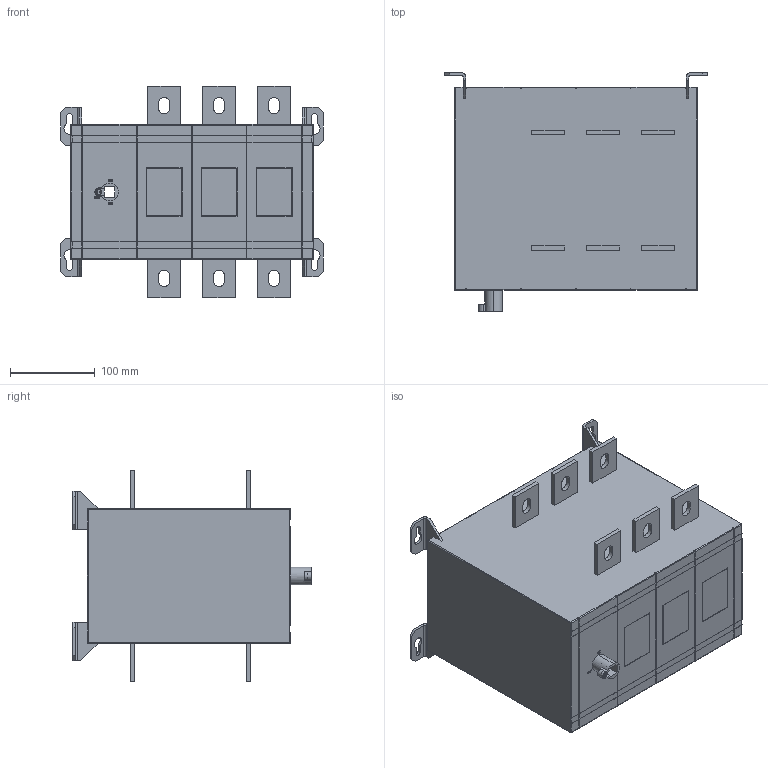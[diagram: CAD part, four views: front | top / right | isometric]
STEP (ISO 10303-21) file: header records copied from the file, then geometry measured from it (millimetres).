
FILE_DESCRIPTION (( 'STEP AP214' ), '1' );
FILE_NAME ('KARAT Âûêë-ðàçúåä. ÂÐÊ ðåâåðñ. áåç ðóêîÿòêè 3P 800À IEK.STEP', '2026-01-15T09:55:47', ( '' ), ( '' ), 'SwSTEP 2.0', 'SolidWorks 2022', '' );
FILE_SCHEMA (( 'AUTOMOTIVE_DESIGN' ));
Length unit declared in the file: millimetre
Products named in the file (1): KARAT Выкл-разъед. ВРК реверс. без рукоятки 3P 800А IEK
Bounding box: 311 x 282 x 250 mm (x, y, z)
Volume: 11087902.8 mm3; surface area: 390807.8 mm2
Topology: 1 solids, 1 shells, 628 faces, 1697 edges, 1111 vertices
Faces by surface type: plane 448, cylinder 121, bspline 48, sphere 8, torus 3
Entity records: 23477 total; most frequent: CARTESIAN_POINT 7807, ORIENTED_EDGE 3378, DIRECTION 2959, EDGE_CURVE 1689, LINE 1341, VECTOR 1341, VERTEX_POINT 1111, AXIS2_PLACEMENT_3D 809
